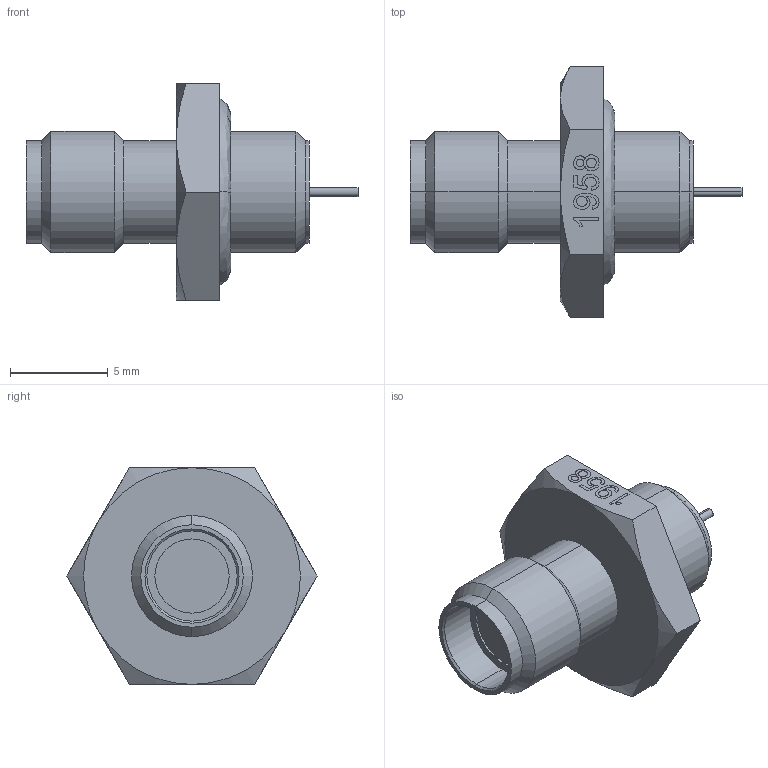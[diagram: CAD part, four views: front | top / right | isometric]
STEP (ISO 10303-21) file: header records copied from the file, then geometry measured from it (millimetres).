
FILE_DESCRIPTION (( 'STEP AP214' ), '1' );
FILE_NAME ('PE1958_3D.STEP', '2022-12-13T22:23:03', ( '' ), ( '' ), 'SwSTEP 2.0', 'SolidWorks 2022', '' );
FILE_SCHEMA (( 'AUTOMOTIVE_DESIGN' ));
Length unit declared in the file: inch
Products named in the file (3): Copy of SMA8305-4^PE1958; Copy of SMA8504A-0000-GB^PE1958; PE1958_3D
Assembly tree (2 placements, depth 2):
  PE1958_3D
    Copy of SMA8504A-0000-GB^PE1958
    Copy of SMA8305-4^PE1958
Bounding box: 17 x 12.82 x 11.1 mm (x, y, z)
Volume: 542.4 mm3; surface area: 752.2 mm2
Topology: 2 solids, 2 shells, 110 faces, 261 edges, 166 vertices
Faces by surface type: bspline 44, plane 34, cylinder 18, cone 14
Entity records: 5573 total; most frequent: CARTESIAN_POINT 3182, ORIENTED_EDGE 522, DIRECTION 363, EDGE_CURVE 261, VERTEX_POINT 166, AXIS2_PLACEMENT_3D 123, EDGE_LOOP 123, LINE 117
